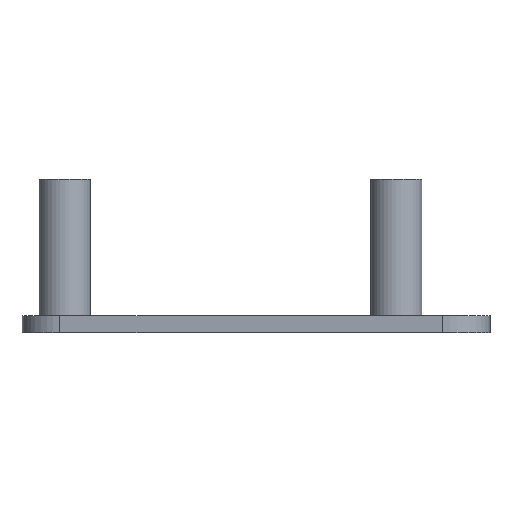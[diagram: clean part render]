
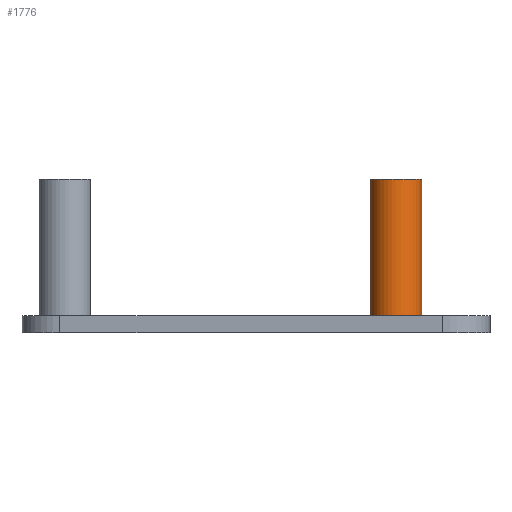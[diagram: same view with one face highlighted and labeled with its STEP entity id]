
A CAD part, left-side view. The second image highlights one B-rep face of the part: STEP entity #1776.
In plain terms, the highlighted cylindrical face has radius 3 mm (diameter 6 mm), a full revolution.
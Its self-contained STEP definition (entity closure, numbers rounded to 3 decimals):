
#73 = PLANE('',#74);
#74 = AXIS2_PLACEMENT_3D('',#75,#76,#77);
#75 = CARTESIAN_POINT('',(0.,15.673,2.));
#76 = DIRECTION('',(0.,0.,1.));
#77 = DIRECTION('',(1.,0.,0.));
#998 = EDGE_CURVE('',#999,#999,#1001,.T.);
#999 = VERTEX_POINT('',#1000);
#1000 = CARTESIAN_POINT('',(3.,0.,2.));
#1001 = SURFACE_CURVE('',#1002,(#1007,#1014),.PCURVE_S1.);
#1002 = CIRCLE('',#1003,3.);
#1003 = AXIS2_PLACEMENT_3D('',#1004,#1005,#1006);
#1004 = CARTESIAN_POINT('',(0.,0.,2.));
#1005 = DIRECTION('',(0.,0.,1.));
#1006 = DIRECTION('',(1.,0.,0.));
#1007 = PCURVE('',#73,#1008);
#1008 = DEFINITIONAL_REPRESENTATION('',(#1009),#1013);
#1009 = CIRCLE('',#1010,3.);
#1010 = AXIS2_PLACEMENT_2D('',#1011,#1012);
#1011 = CARTESIAN_POINT('',(0.,-15.673));
#1012 = DIRECTION('',(1.,0.));
#1013 = ( GEOMETRIC_REPRESENTATION_CONTEXT(2) 
PARAMETRIC_REPRESENTATION_CONTEXT() REPRESENTATION_CONTEXT('2D SPACE',''
  ) );
#1014 = PCURVE('',#1015,#1020);
#1015 = CYLINDRICAL_SURFACE('',#1016,3.);
#1016 = AXIS2_PLACEMENT_3D('',#1017,#1018,#1019);
#1017 = CARTESIAN_POINT('',(0.,0.,2.));
#1018 = DIRECTION('',(-0.,-0.,-1.));
#1019 = DIRECTION('',(1.,0.,0.));
#1020 = DEFINITIONAL_REPRESENTATION('',(#1021),#1025);
#1021 = LINE('',#1022,#1023);
#1022 = CARTESIAN_POINT('',(-0.,0.));
#1023 = VECTOR('',#1024,1.);
#1024 = DIRECTION('',(-1.,0.));
#1025 = ( GEOMETRIC_REPRESENTATION_CONTEXT(2) 
PARAMETRIC_REPRESENTATION_CONTEXT() REPRESENTATION_CONTEXT('2D SPACE',''
  ) );
#1480 = PLANE('',#1481);
#1481 = AXIS2_PLACEMENT_3D('',#1482,#1483,#1484);
#1482 = CARTESIAN_POINT('',(0.,26.,18.));
#1483 = DIRECTION('',(0.,0.,1.));
#1484 = DIRECTION('',(1.,0.,0.));
#1776 = ADVANCED_FACE('',(#1777),#1015,.T.);
#1777 = FACE_BOUND('',#1778,.F.);
#1778 = EDGE_LOOP('',(#1779,#1802,#1824,#1825));
#1779 = ORIENTED_EDGE('',*,*,#1780,.T.);
#1780 = EDGE_CURVE('',#999,#1781,#1783,.T.);
#1781 = VERTEX_POINT('',#1782);
#1782 = CARTESIAN_POINT('',(3.,0.,18.));
#1783 = SEAM_CURVE('',#1784,(#1788,#1795),.PCURVE_S1.);
#1784 = LINE('',#1785,#1786);
#1785 = CARTESIAN_POINT('',(3.,0.,2.));
#1786 = VECTOR('',#1787,1.);
#1787 = DIRECTION('',(0.,0.,1.));
#1788 = PCURVE('',#1015,#1789);
#1789 = DEFINITIONAL_REPRESENTATION('',(#1790),#1794);
#1790 = LINE('',#1791,#1792);
#1791 = CARTESIAN_POINT('',(-0.,0.));
#1792 = VECTOR('',#1793,1.);
#1793 = DIRECTION('',(-0.,-1.));
#1794 = ( GEOMETRIC_REPRESENTATION_CONTEXT(2) 
PARAMETRIC_REPRESENTATION_CONTEXT() REPRESENTATION_CONTEXT('2D SPACE',''
  ) );
#1795 = PCURVE('',#1015,#1796);
#1796 = DEFINITIONAL_REPRESENTATION('',(#1797),#1801);
#1797 = LINE('',#1798,#1799);
#1798 = CARTESIAN_POINT('',(-6.283,0.));
#1799 = VECTOR('',#1800,1.);
#1800 = DIRECTION('',(-0.,-1.));
#1801 = ( GEOMETRIC_REPRESENTATION_CONTEXT(2) 
PARAMETRIC_REPRESENTATION_CONTEXT() REPRESENTATION_CONTEXT('2D SPACE',''
  ) );
#1802 = ORIENTED_EDGE('',*,*,#1803,.T.);
#1803 = EDGE_CURVE('',#1781,#1781,#1804,.T.);
#1804 = SURFACE_CURVE('',#1805,(#1810,#1817),.PCURVE_S1.);
#1805 = CIRCLE('',#1806,3.);
#1806 = AXIS2_PLACEMENT_3D('',#1807,#1808,#1809);
#1807 = CARTESIAN_POINT('',(0.,0.,18.));
#1808 = DIRECTION('',(0.,0.,1.));
#1809 = DIRECTION('',(1.,0.,0.));
#1810 = PCURVE('',#1015,#1811);
#1811 = DEFINITIONAL_REPRESENTATION('',(#1812),#1816);
#1812 = LINE('',#1813,#1814);
#1813 = CARTESIAN_POINT('',(-0.,-16.));
#1814 = VECTOR('',#1815,1.);
#1815 = DIRECTION('',(-1.,0.));
#1816 = ( GEOMETRIC_REPRESENTATION_CONTEXT(2) 
PARAMETRIC_REPRESENTATION_CONTEXT() REPRESENTATION_CONTEXT('2D SPACE',''
  ) );
#1817 = PCURVE('',#1480,#1818);
#1818 = DEFINITIONAL_REPRESENTATION('',(#1819),#1823);
#1819 = CIRCLE('',#1820,3.);
#1820 = AXIS2_PLACEMENT_2D('',#1821,#1822);
#1821 = CARTESIAN_POINT('',(0.,-26.));
#1822 = DIRECTION('',(1.,0.));
#1823 = ( GEOMETRIC_REPRESENTATION_CONTEXT(2) 
PARAMETRIC_REPRESENTATION_CONTEXT() REPRESENTATION_CONTEXT('2D SPACE',''
  ) );
#1824 = ORIENTED_EDGE('',*,*,#1780,.F.);
#1825 = ORIENTED_EDGE('',*,*,#998,.F.);
